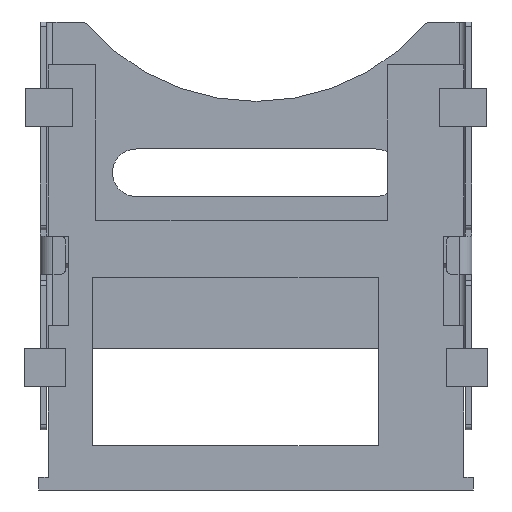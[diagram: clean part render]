
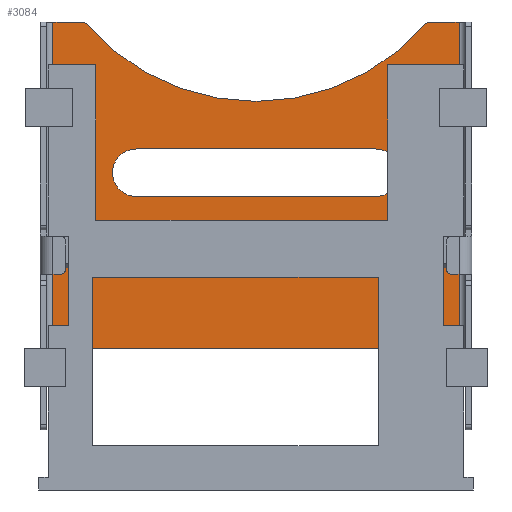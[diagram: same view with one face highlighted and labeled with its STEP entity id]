
A CAD part, front view. The second image highlights one B-rep face of the part: STEP entity #3084.
In plain terms, the highlighted planar face has unit normal (0, -1, 0).
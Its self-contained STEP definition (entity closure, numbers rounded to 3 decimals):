
#131=CIRCLE('',#3348,0.15);
#134=CIRCLE('',#3352,7.077);
#138=CIRCLE('',#3358,0.15);
#153=CIRCLE('',#3403,0.75);
#154=CIRCLE('',#3405,0.75);
#160=FACE_BOUND('',#486,.T.);
#318=FACE_OUTER_BOUND('',#485,.T.);
#485=EDGE_LOOP('',(#2749,#2750,#2751,#2752,#2753,#2754,#2755,#2756));
#486=EDGE_LOOP('',(#2757,#2758,#2759,#2760));
#818=LINE('',#5068,#1170);
#820=LINE('',#5076,#1172);
#821=LINE('',#5082,#1173);
#835=LINE('',#5131,#1187);
#838=LINE('',#5137,#1190);
#841=LINE('',#5146,#1193);
#843=LINE('',#5149,#1195);
#1170=VECTOR('',#4135,10.);
#1172=VECTOR('',#4145,10.);
#1173=VECTOR('',#4156,10.);
#1187=VECTOR('',#4234,10.);
#1190=VECTOR('',#4239,10.);
#1193=VECTOR('',#4252,10.);
#1195=VECTOR('',#4256,10.);
#1449=VERTEX_POINT('',#5027);
#1450=VERTEX_POINT('',#5028);
#1454=VERTEX_POINT('',#5038);
#1464=VERTEX_POINT('',#5062);
#1465=VERTEX_POINT('',#5066);
#1466=VERTEX_POINT('',#5073);
#1467=VERTEX_POINT('',#5075);
#1469=VERTEX_POINT('',#5129);
#1470=VERTEX_POINT('',#5130);
#1471=VERTEX_POINT('',#5135);
#1472=VERTEX_POINT('',#5136);
#1473=VERTEX_POINT('',#5145);
#1846=EDGE_CURVE('',#1449,#1450,#131,.T.);
#1852=EDGE_CURVE('',#1449,#1454,#134,.T.);
#1864=EDGE_CURVE('',#1464,#1454,#138,.T.);
#1866=EDGE_CURVE('',#1464,#1465,#818,.T.);
#1870=EDGE_CURVE('',#1467,#1466,#820,.T.);
#1874=EDGE_CURVE('',#1465,#1467,#821,.T.);
#1897=EDGE_CURVE('',#1469,#1470,#835,.T.);
#1900=EDGE_CURVE('',#1471,#1472,#838,.T.);
#1903=EDGE_CURVE('',#1472,#1469,#153,.T.);
#1904=EDGE_CURVE('',#1470,#1471,#154,.T.);
#1905=EDGE_CURVE('',#1473,#1450,#841,.T.);
#1907=EDGE_CURVE('',#1466,#1473,#843,.T.);
#2749=ORIENTED_EDGE('',*,*,#1846,.F.);
#2750=ORIENTED_EDGE('',*,*,#1852,.T.);
#2751=ORIENTED_EDGE('',*,*,#1864,.F.);
#2752=ORIENTED_EDGE('',*,*,#1866,.T.);
#2753=ORIENTED_EDGE('',*,*,#1874,.T.);
#2754=ORIENTED_EDGE('',*,*,#1870,.T.);
#2755=ORIENTED_EDGE('',*,*,#1907,.T.);
#2756=ORIENTED_EDGE('',*,*,#1905,.T.);
#2757=ORIENTED_EDGE('',*,*,#1900,.T.);
#2758=ORIENTED_EDGE('',*,*,#1903,.T.);
#2759=ORIENTED_EDGE('',*,*,#1897,.T.);
#2760=ORIENTED_EDGE('',*,*,#1904,.T.);
#2897=PLANE('',#3407);
#3084=ADVANCED_FACE('',(#318,#160),#2897,.F.);
#3348=AXIS2_PLACEMENT_3D('',#5029,#4099,#4100);
#3352=AXIS2_PLACEMENT_3D('',#5040,#4110,#4111);
#3358=AXIS2_PLACEMENT_3D('',#5064,#4130,#4131);
#3403=AXIS2_PLACEMENT_3D('',#5141,#4244,#4245);
#3405=AXIS2_PLACEMENT_3D('',#5143,#4248,#4249);
#3407=AXIS2_PLACEMENT_3D('',#5148,#4254,#4255);
#4099=DIRECTION('center_axis',(0.,1.,0.));
#4100=DIRECTION('ref_axis',(-0.416,0.,0.909));
#4110=DIRECTION('center_axis',(0.,1.,0.));
#4111=DIRECTION('ref_axis',(-0.763,0.,-0.646));
#4130=DIRECTION('center_axis',(0.,1.,0.));
#4131=DIRECTION('ref_axis',(0.416,0.,0.909));
#4135=DIRECTION('',(-1.,0.,0.));
#4145=DIRECTION('',(1.,0.,0.));
#4156=DIRECTION('',(0.,0.,-1.));
#4234=DIRECTION('',(1.,0.,0.));
#4239=DIRECTION('',(-1.,0.,0.));
#4244=DIRECTION('center_axis',(0.,1.,0.));
#4245=DIRECTION('ref_axis',(-1.,0.,0.));
#4248=DIRECTION('center_axis',(0.,1.,0.));
#4249=DIRECTION('ref_axis',(-1.,0.,0.));
#4252=DIRECTION('',(-1.,0.,0.));
#4254=DIRECTION('center_axis',(0.,1.,0.));
#4255=DIRECTION('ref_axis',(0.,0.,1.));
#4256=DIRECTION('',(0.,0.,1.));
#5027=CARTESIAN_POINT('',(5.356,0.,6.373));
#5028=CARTESIAN_POINT('',(5.469,0.,6.425));
#5029=CARTESIAN_POINT('Origin',(5.469,0.,6.275));
#5038=CARTESIAN_POINT('',(-5.356,0.,6.373));
#5040=CARTESIAN_POINT('Origin',(0.,0.,11.));
#5062=CARTESIAN_POINT('',(-5.469,0.,6.425));
#5064=CARTESIAN_POINT('Origin',(-5.469,0.,6.275));
#5066=CARTESIAN_POINT('',(-6.4,0.,6.425));
#5068=CARTESIAN_POINT('',(6.8,0.,6.425));
#5073=CARTESIAN_POINT('',(6.4,0.,-3.875));
#5075=CARTESIAN_POINT('',(-6.4,0.,-3.875));
#5076=CARTESIAN_POINT('',(0.,0.,-3.875));
#5082=CARTESIAN_POINT('',(-6.4,0.,-3.213));
#5129=CARTESIAN_POINT('',(-3.775,0.,2.425));
#5130=CARTESIAN_POINT('',(3.775,0.,2.425));
#5131=CARTESIAN_POINT('',(-1.888,0.,2.425));
#5135=CARTESIAN_POINT('',(3.775,0.,0.925));
#5136=CARTESIAN_POINT('',(-3.775,0.,0.925));
#5137=CARTESIAN_POINT('',(1.888,0.,0.925));
#5141=CARTESIAN_POINT('Origin',(-3.775,0.,1.675));
#5143=CARTESIAN_POINT('Origin',(3.775,0.,1.675));
#5145=CARTESIAN_POINT('',(6.4,0.,6.425));
#5146=CARTESIAN_POINT('',(6.8,0.,6.425));
#5148=CARTESIAN_POINT('Origin',(0.,0.,0.));
#5149=CARTESIAN_POINT('',(6.4,0.,3.213));
